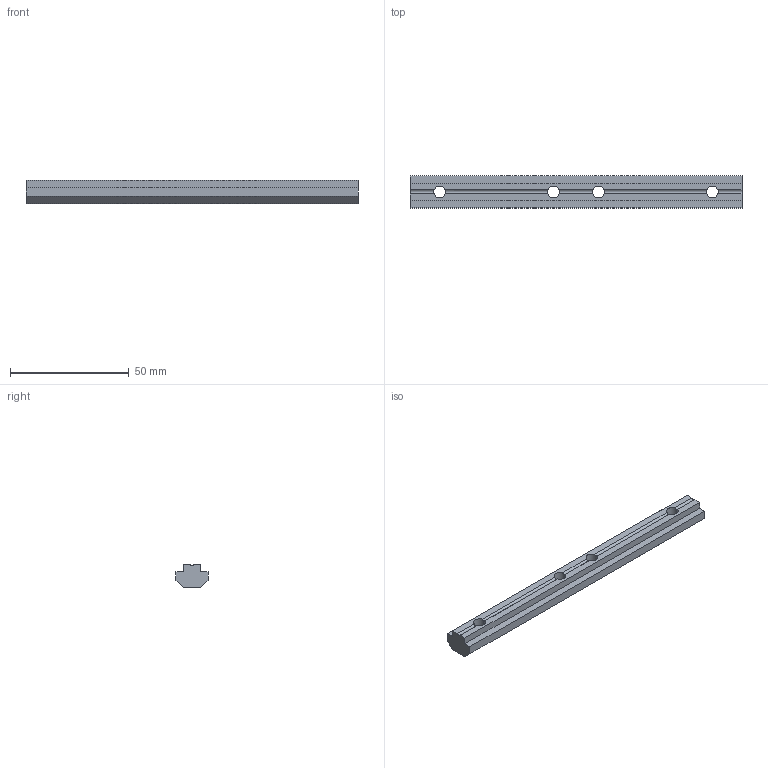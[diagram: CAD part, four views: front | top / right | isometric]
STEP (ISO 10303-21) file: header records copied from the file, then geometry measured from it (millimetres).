
FILE_DESCRIPTION (( 'STEP AP203' ), '1' );
FILE_NAME ('2044.step', '2019-02-19T05:52:31', ( '' ), ( '' ), 'SwSTEP 2.0', 'SolidWorks 2016', '' );
FILE_SCHEMA (( 'CONFIG_CONTROL_DESIGN' ));
Length unit declared in the file: millimetre
Products named in the file (1): 2044
Bounding box: 140 x 13.5 x 9.7 mm (x, y, z)
Volume: 13722.8 mm3; surface area: 6698.6 mm2
Topology: 1 solids, 1 shells, 26 faces, 84 edges, 56 vertices
Faces by surface type: cylinder 13, plane 13
Entity records: 1115 total; most frequent: CARTESIAN_POINT 295, ORIENTED_EDGE 168, DIRECTION 140, EDGE_CURVE 84, VERTEX_POINT 56, VECTOR 50, LINE 50, AXIS2_PLACEMENT_3D 45
